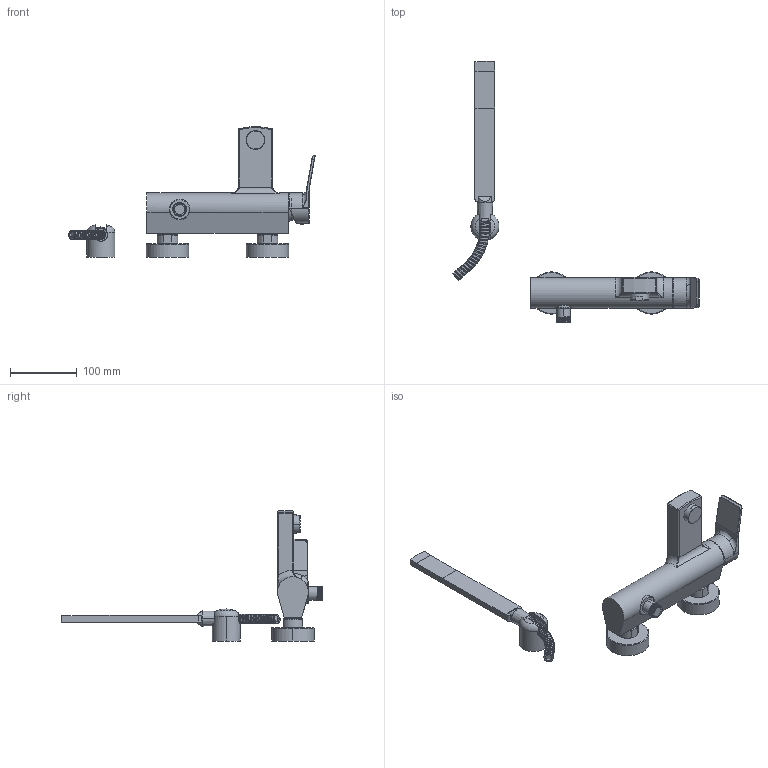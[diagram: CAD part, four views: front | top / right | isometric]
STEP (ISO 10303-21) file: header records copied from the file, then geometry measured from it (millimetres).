
FILE_DESCRIPTION((''),'2;1');
FILE_NAME('TI026CR','2021-11-08T17:21:48',('ut3'),('PAFFONI SpA'),'CREO PARAMETRIC BY PTC INC, 2020044','CREO PARAMETRIC BY PTC INC, 2020044','');
FILE_SCHEMA(('CONFIG_CONTROL_DESIGN','SHAPE_APPEARANCE_LAYERS_GROUPS'));
Products named in the file (1): TI026CR
Bounding box: 369.63 x 392.89 x 195.2 mm (x, y, z)
Volume: 568619 mm3; surface area: 218258.4 mm2
Topology: 4 solids, 4 shells, 603 faces, 1462 edges, 917 vertices
Faces by surface type: plane 248, cylinder 181, bspline 73, cone 47, torus 46, sphere 8
Entity records: 50755 total; most frequent: CARTESIAN_POINT 32464, ORIENTED_EDGE 2902, DIRECTION 2769, EDGE_CURVE 1451, AXIS2_PLACEMENT_3D 1047, VERTEX_POINT 913, VECTOR 675, LINE 675
